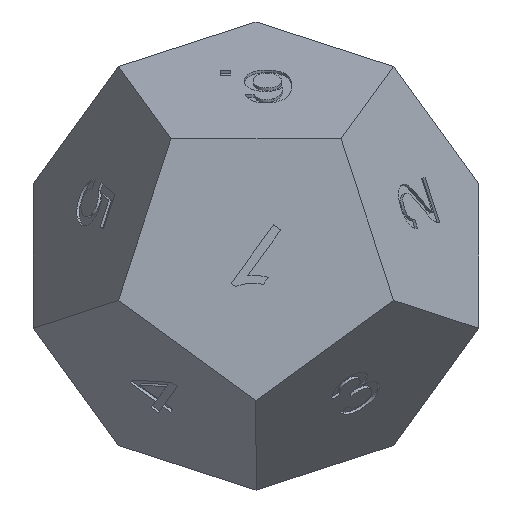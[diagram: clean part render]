
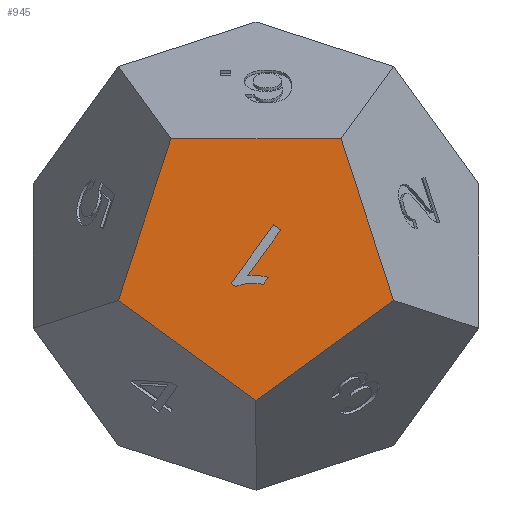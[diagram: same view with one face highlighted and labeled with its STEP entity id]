
A CAD part, top view. The second image highlights one B-rep face of the part: STEP entity #945.
In plain terms, the highlighted planar face has unit normal (0, 0, 1).
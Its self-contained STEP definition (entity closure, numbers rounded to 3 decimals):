
#166=CARTESIAN_POINT('',(-0.,-10.,26.18));
#167=VERTEX_POINT('',#166);
#174=CARTESIAN_POINT('',(-9.511,-3.09,26.18));
#175=VERTEX_POINT('',#174);
#176=CARTESIAN_POINT('',(-0.,-10.,26.18));
#177=DIRECTION('',(-0.809,0.588,-0.));
#178=VECTOR('',#177,11.756);
#179=LINE('',#176,#178);
#180=EDGE_CURVE('',#167,#175,#179,.T.);
#288=CARTESIAN_POINT('',(5.878,8.09,26.18));
#289=VERTEX_POINT('',#288);
#296=CARTESIAN_POINT('',(9.511,-3.09,26.18));
#297=VERTEX_POINT('',#296);
#298=CARTESIAN_POINT('',(5.878,8.09,26.18));
#299=DIRECTION('',(0.309,-0.951,0.));
#300=VECTOR('',#299,11.756);
#301=LINE('',#298,#300);
#302=EDGE_CURVE('',#289,#297,#301,.T.);
#704=CARTESIAN_POINT('',(-5.878,8.09,26.18));
#705=VERTEX_POINT('',#704);
#727=CARTESIAN_POINT('',(-9.511,-3.09,26.18));
#728=DIRECTION('',(0.309,0.951,-0.));
#729=VECTOR('',#728,11.756);
#730=LINE('',#727,#729);
#731=EDGE_CURVE('',#175,#705,#730,.T.);
#857=CARTESIAN_POINT('',(0.,0.,26.18));
#858=DIRECTION('',(0.,-0.,-1.));
#859=DIRECTION('',(1.,0.,0.));
#860=AXIS2_PLACEMENT_3D('',#857,#858,#859);
#861=PLANE('',#860);
#862=CARTESIAN_POINT('',(-5.878,8.09,26.18));
#863=DIRECTION('',(1.,0.,-0.));
#864=VECTOR('',#863,11.756);
#865=LINE('',#862,#864);
#866=EDGE_CURVE('',#705,#289,#865,.T.);
#867=ORIENTED_EDGE('',*,*,#866,.F.);
#868=ORIENTED_EDGE('',*,*,#731,.F.);
#869=ORIENTED_EDGE('',*,*,#180,.F.);
#870=CARTESIAN_POINT('',(9.511,-3.09,26.18));
#871=DIRECTION('',(-0.809,-0.588,0.));
#872=VECTOR('',#871,11.756);
#873=LINE('',#870,#872);
#874=EDGE_CURVE('',#297,#167,#873,.T.);
#875=ORIENTED_EDGE('',*,*,#874,.F.);
#876=ORIENTED_EDGE('',*,*,#302,.F.);
#877=EDGE_LOOP('',(#867,#868,#869,#875,#876));
#878=FACE_BOUND('',#877,.T.);
#879=CARTESIAN_POINT('',(-1.723,-1.913,26.18));
#880=VERTEX_POINT('',#879);
#881=CARTESIAN_POINT('',(1.226,2.146,26.18));
#882=VERTEX_POINT('',#881);
#883=CARTESIAN_POINT('',(-1.723,-1.913,26.18));
#884=DIRECTION('',(0.588,0.809,-0.));
#885=VECTOR('',#884,5.017);
#886=LINE('',#883,#885);
#887=EDGE_CURVE('',#880,#882,#886,.T.);
#888=ORIENTED_EDGE('',*,*,#887,.T.);
#889=CARTESIAN_POINT('',(1.723,1.785,26.18));
#890=VERTEX_POINT('',#889);
#891=CARTESIAN_POINT('',(1.226,2.146,26.18));
#892=DIRECTION('',(0.809,-0.588,0.));
#893=VECTOR('',#892,0.613);
#894=LINE('',#891,#893);
#895=EDGE_CURVE('',#882,#890,#894,.T.);
#896=ORIENTED_EDGE('',*,*,#895,.T.);
#897=CARTESIAN_POINT('',(-0.575,-1.378,26.18));
#898=VERTEX_POINT('',#897);
#899=CARTESIAN_POINT('',(1.723,1.785,26.18));
#900=DIRECTION('',(-0.588,-0.809,0.));
#901=VECTOR('',#900,3.909);
#902=LINE('',#899,#901);
#903=EDGE_CURVE('',#890,#898,#902,.T.);
#904=ORIENTED_EDGE('',*,*,#903,.T.);
#905=CARTESIAN_POINT('',(0.852,-1.501,26.18));
#906=VERTEX_POINT('',#905);
#907=CARTESIAN_POINT('',(-0.575,-1.378,26.18));
#908=CARTESIAN_POINT('',(-0.373,-1.351,26.18));
#909=CARTESIAN_POINT('',(-0.133,-1.35,26.18));
#910=CARTESIAN_POINT('',(0.143,-1.377,26.18));
#911=CARTESIAN_POINT('',(0.42,-1.404,26.18));
#912=CARTESIAN_POINT('',(0.656,-1.445,26.18));
#913=CARTESIAN_POINT('',(0.852,-1.501,26.18));
#914=B_SPLINE_CURVE_WITH_KNOTS('',3,(#907,#908,#909,#910,#911,#912,#913),.UNSPECIFIED.,.F.,.F.,(4,3,4),(0.,0.5,1.),.UNSPECIFIED.);
#915=EDGE_CURVE('',#898,#906,#914,.T.);
#916=ORIENTED_EDGE('',*,*,#915,.T.);
#917=CARTESIAN_POINT('',(0.504,-1.98,26.18));
#918=VERTEX_POINT('',#917);
#919=CARTESIAN_POINT('',(0.852,-1.501,26.18));
#920=DIRECTION('',(-0.588,-0.809,0.));
#921=VECTOR('',#920,0.593);
#922=LINE('',#919,#921);
#923=EDGE_CURVE('',#906,#918,#922,.T.);
#924=ORIENTED_EDGE('',*,*,#923,.T.);
#925=CARTESIAN_POINT('',(-1.403,-2.146,26.18));
#926=VERTEX_POINT('',#925);
#927=CARTESIAN_POINT('',(0.504,-1.98,26.18));
#928=CARTESIAN_POINT('',(0.131,-1.909,26.18));
#929=CARTESIAN_POINT('',(-0.226,-1.891,26.18));
#930=CARTESIAN_POINT('',(-0.569,-1.926,26.18));
#931=CARTESIAN_POINT('',(-0.912,-1.96,26.18));
#932=CARTESIAN_POINT('',(-1.19,-2.034,26.18));
#933=CARTESIAN_POINT('',(-1.403,-2.146,26.18));
#934=B_SPLINE_CURVE_WITH_KNOTS('',3,(#927,#928,#929,#930,#931,#932,#933),.UNSPECIFIED.,.F.,.F.,(4,3,4),(0.,0.5,1.),.UNSPECIFIED.);
#935=EDGE_CURVE('',#918,#926,#934,.T.);
#936=ORIENTED_EDGE('',*,*,#935,.T.);
#937=CARTESIAN_POINT('',(-1.403,-2.146,26.18));
#938=DIRECTION('',(-0.809,0.588,-0.));
#939=VECTOR('',#938,0.395);
#940=LINE('',#937,#939);
#941=EDGE_CURVE('',#926,#880,#940,.T.);
#942=ORIENTED_EDGE('',*,*,#941,.T.);
#943=EDGE_LOOP('',(#888,#896,#904,#916,#924,#936,#942));
#944=FACE_BOUND('',#943,.T.);
#945=ADVANCED_FACE('',(#878,#944),#861,.F.);
